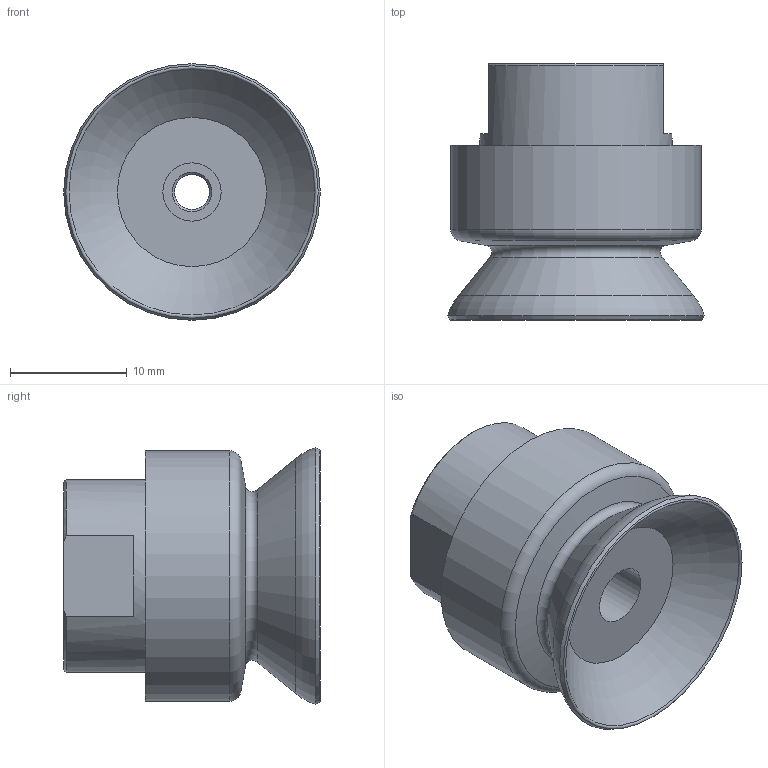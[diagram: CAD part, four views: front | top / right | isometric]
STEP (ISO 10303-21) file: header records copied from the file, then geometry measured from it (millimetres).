
FILE_DESCRIPTION(/* description */ ('STEP AP214'),/* implementation_level */ '2;1');
FILE_NAME(/* name */ '8073847_OGVM-20-G-N-G14F',/* time_stamp */ '2024-09-10T08:59:52+02:00',/* author */ ('License CC BY-ND 4.0'),/* organization */ ('CADENAS'),/* preprocessor_version */ 'ST-DEVELOPER v19.3',/* originating_system */ 'PARTsolutions',/* authorisation */ ' ');
FILE_SCHEMA (('AUTOMOTIVE_DESIGN {1 0 10303 214 3 1 1}'));
Length unit declared in the file: millimetre
Products named in the file (1): 8073847 OGVM-20-G-N-G14F---(high)
Bounding box: 22 x 22 x 22 mm (x, y, z)
Volume: 3926.8 mm3; surface area: 2810.7 mm2
Topology: 1 solids, 1 shells, 27 faces, 56 edges, 34 vertices
Faces by surface type: plane 9, cone 7, torus 6, cylinder 5
Full cylindrical faces by diameter (mm): 3 x1, 5 x1, 11.445 x1, 16.5 x1, 21.5 x1
Entity records: 656 total; most frequent: DIRECTION 116, CARTESIAN_POINT 110, ORIENTED_EDGE 76, AXIS2_PLACEMENT_3D 54, EDGE_LOOP 48, FACE_BOUND 48, EDGE_CURVE 38, VERTEX_POINT 32
